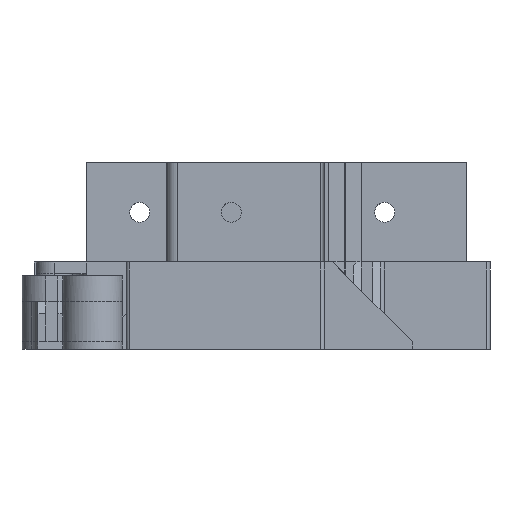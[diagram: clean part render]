
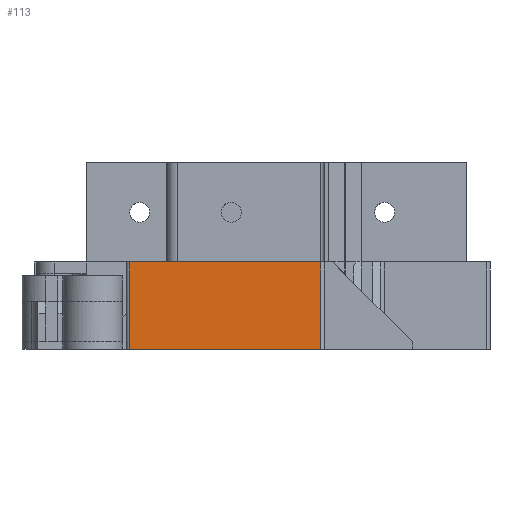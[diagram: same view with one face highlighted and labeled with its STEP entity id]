
A CAD part, left-side view. The second image highlights one B-rep face of the part: STEP entity #113.
In plain terms, the highlighted free-form (B-spline) face has degree [1, 2] with [2, 3] control points.
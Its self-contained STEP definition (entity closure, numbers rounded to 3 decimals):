
#113=ADVANCED_FACE('',(#439),#10359,.T.);
#439=FACE_OUTER_BOUND('',#765,.T.);
#765=EDGE_LOOP('',(#1129,#1130,#1131,#1132));
#1129=ORIENTED_EDGE('',*,*,#8263,.F.);
#1130=ORIENTED_EDGE('',*,*,#8265,.T.);
#1131=ORIENTED_EDGE('',*,*,#8266,.T.);
#1132=ORIENTED_EDGE('',*,*,#8267,.T.);
#2691=PCURVE('',#10358,#4255);
#2693=PCURVE('',#10359,#4257);
#2694=PCURVE('',#10359,#4258);
#2695=PCURVE('',#10359,#4259);
#2696=PCURVE('',#10359,#4260);
#2697=PCURVE('',#10360,#4261);
#2718=PCURVE('',#10209,#4282);
#2927=PCURVE('',#10221,#4491);
#4255=DEFINITIONAL_REPRESENTATION('',(#5819),#20101);
#4257=DEFINITIONAL_REPRESENTATION('',(#5821),#20101);
#4258=DEFINITIONAL_REPRESENTATION('',(#5822),#20101);
#4259=DEFINITIONAL_REPRESENTATION('',(#5823),#20101);
#4260=DEFINITIONAL_REPRESENTATION('',(#5824),#20101);
#4261=DEFINITIONAL_REPRESENTATION('',(#5825),#20101);
#4282=DEFINITIONAL_REPRESENTATION('',(#9065),#20101);
#4491=DEFINITIONAL_REPRESENTATION('',(#9171),#20101);
#5819=B_SPLINE_CURVE_WITH_KNOTS('',1,(#11011,#11012),.UNSPECIFIED.,.F.,
 .F.,(2,2),(-22.,0.),.UNSPECIFIED.);
#5821=B_SPLINE_CURVE_WITH_KNOTS('',1,(#11018,#11019),.UNSPECIFIED.,.F.,
 .F.,(2,2),(-22.,0.),.UNSPECIFIED.);
#5822=B_SPLINE_CURVE_WITH_KNOTS('',1,(#11023,#11024),.UNSPECIFIED.,.F.,
 .F.,(2,2),(222.854,270.854),.UNSPECIFIED.);
#5823=B_SPLINE_CURVE_WITH_KNOTS('',1,(#11027,#11028),.UNSPECIFIED.,.F.,
 .F.,(2,2),(-22.,0.),.UNSPECIFIED.);
#5824=B_SPLINE_CURVE_WITH_KNOTS('',1,(#11032,#11033),.UNSPECIFIED.,.F.,
 .F.,(2,2),(-270.854,-222.854),.UNSPECIFIED.);
#5825=B_SPLINE_CURVE_WITH_KNOTS('',1,(#11034,#11035),.UNSPECIFIED.,.F.,
 .F.,(2,2),(-22.,0.),.UNSPECIFIED.);
#7481=SURFACE_CURVE('',#9045,(#2691,#2693),.PCURVE_S1.);
#7483=SURFACE_CURVE('',#9047,(#2694,#2718),.PCURVE_S1.);
#7484=SURFACE_CURVE('',#9048,(#2695,#2697),.PCURVE_S1.);
#7485=SURFACE_CURVE('',#9049,(#2696,#2927),.PCURVE_S1.);
#8263=EDGE_CURVE('',#9732,#9731,#7481,.T.);
#8265=EDGE_CURVE('',#9732,#9734,#7483,.T.);
#8266=EDGE_CURVE('',#9734,#9733,#7484,.T.);
#8267=EDGE_CURVE('',#9733,#9731,#7485,.T.);
#9045=(
BOUNDED_CURVE()
B_SPLINE_CURVE(1,(#11009,#11010),.UNSPECIFIED.,.F.,.F.)
B_SPLINE_CURVE_WITH_KNOTS((2,2),(-22.,0.),.UNSPECIFIED.)
CURVE()
GEOMETRIC_REPRESENTATION_ITEM()
RATIONAL_B_SPLINE_CURVE((1.,1.))
REPRESENTATION_ITEM('')
);
#9047=(
BOUNDED_CURVE()
B_SPLINE_CURVE(2,(#11020,#11021,#11022),.UNSPECIFIED.,.F.,.F.)
B_SPLINE_CURVE_WITH_KNOTS((3,3),(222.854,270.854),
 .UNSPECIFIED.)
CURVE()
GEOMETRIC_REPRESENTATION_ITEM()
RATIONAL_B_SPLINE_CURVE((1.,1.,1.))
REPRESENTATION_ITEM('')
);
#9048=(
BOUNDED_CURVE()
B_SPLINE_CURVE(1,(#11025,#11026),.UNSPECIFIED.,.F.,.F.)
B_SPLINE_CURVE_WITH_KNOTS((2,2),(-22.,0.),.UNSPECIFIED.)
CURVE()
GEOMETRIC_REPRESENTATION_ITEM()
RATIONAL_B_SPLINE_CURVE((1.,1.))
REPRESENTATION_ITEM('')
);
#9049=(
BOUNDED_CURVE()
B_SPLINE_CURVE(2,(#11029,#11030,#11031),.UNSPECIFIED.,.F.,.F.)
B_SPLINE_CURVE_WITH_KNOTS((3,3),(-270.854,-222.854),
 .UNSPECIFIED.)
CURVE()
GEOMETRIC_REPRESENTATION_ITEM()
RATIONAL_B_SPLINE_CURVE((1.,1.,1.))
REPRESENTATION_ITEM('')
);
#9065=(
BOUNDED_CURVE()
B_SPLINE_CURVE(2,(#11147,#11148,#11149),.UNSPECIFIED.,.F.,.F.)
B_SPLINE_CURVE_WITH_KNOTS((3,3),(222.854,270.854),
 .UNSPECIFIED.)
CURVE()
GEOMETRIC_REPRESENTATION_ITEM()
RATIONAL_B_SPLINE_CURVE((1.,1.,1.))
REPRESENTATION_ITEM('')
);
#9171=(
BOUNDED_CURVE()
B_SPLINE_CURVE(2,(#12123,#12124,#12125),.UNSPECIFIED.,.F.,.F.)
B_SPLINE_CURVE_WITH_KNOTS((3,3),(-270.854,-222.854),
 .UNSPECIFIED.)
CURVE()
GEOMETRIC_REPRESENTATION_ITEM()
RATIONAL_B_SPLINE_CURVE((1.,1.,1.))
REPRESENTATION_ITEM('')
);
#9731=VERTEX_POINT('',#10898);
#9732=VERTEX_POINT('',#10899);
#9733=VERTEX_POINT('',#10900);
#9734=VERTEX_POINT('',#10901);
#10209=B_SPLINE_SURFACE_WITH_KNOTS('',1,1,((#10834,#10835),(#10836,#10837)),
 .UNSPECIFIED.,.F.,.F.,.F.,(2,2),(2,2),(-61.875,6.875),(-9.875,58.875),
 .UNSPECIFIED.);
#10221=B_SPLINE_SURFACE_WITH_KNOTS('',1,1,((#10882,#10883),(#10884,#10885)),
 .UNSPECIFIED.,.F.,.F.,.F.,(2,2),(2,2),(-9.875,58.875),(-61.875,6.875),
 .UNSPECIFIED.);
#10358=(
BOUNDED_SURFACE()
B_SPLINE_SURFACE(1,2,((#10552,#10553,#10554),(#10555,#10556,#10557)),
 .UNSPECIFIED.,.F.,.F.,.F.)
B_SPLINE_SURFACE_WITH_KNOTS((2,2),(3,3),(0.,22.),(221.283,222.854),
 .UNSPECIFIED.)
GEOMETRIC_REPRESENTATION_ITEM()
RATIONAL_B_SPLINE_SURFACE(((1.,0.707,1.),(1.,0.707,
1.)))
REPRESENTATION_ITEM('')
SURFACE()
);
#10359=(
BOUNDED_SURFACE()
B_SPLINE_SURFACE(1,2,((#10558,#10559,#10560),(#10561,#10562,#10563)),
 .UNSPECIFIED.,.F.,.F.,.F.)
B_SPLINE_SURFACE_WITH_KNOTS((2,2),(3,3),(0.,22.),(222.854,270.854),
 .UNSPECIFIED.)
GEOMETRIC_REPRESENTATION_ITEM()
RATIONAL_B_SPLINE_SURFACE(((1.,1.,1.),(1.,1.,1.)))
REPRESENTATION_ITEM('')
SURFACE()
);
#10360=(
BOUNDED_SURFACE()
B_SPLINE_SURFACE(1,2,((#10564,#10565,#10566),(#10567,#10568,#10569)),
 .UNSPECIFIED.,.F.,.F.,.F.)
B_SPLINE_SURFACE_WITH_KNOTS((2,2),(3,3),(0.,22.),(270.854,272.425),
 .UNSPECIFIED.)
GEOMETRIC_REPRESENTATION_ITEM()
RATIONAL_B_SPLINE_SURFACE(((1.,0.707,1.),(1.,0.707,
1.)))
REPRESENTATION_ITEM('')
SURFACE()
);
#10552=CARTESIAN_POINT('',(-990.,-848.211,0.));
#10553=CARTESIAN_POINT('',(-991.,-848.211,0.));
#10554=CARTESIAN_POINT('',(-991.,-847.211,0.));
#10555=CARTESIAN_POINT('',(-990.,-848.211,22.));
#10556=CARTESIAN_POINT('',(-991.,-848.211,22.));
#10557=CARTESIAN_POINT('',(-991.,-847.211,22.));
#10558=CARTESIAN_POINT('',(-991.,-847.211,0.));
#10559=CARTESIAN_POINT('',(-991.,-823.211,0.));
#10560=CARTESIAN_POINT('',(-991.,-799.211,0.));
#10561=CARTESIAN_POINT('',(-991.,-847.211,22.));
#10562=CARTESIAN_POINT('',(-991.,-823.211,22.));
#10563=CARTESIAN_POINT('',(-991.,-799.211,22.));
#10564=CARTESIAN_POINT('',(-991.,-799.211,0.));
#10565=CARTESIAN_POINT('',(-991.,-798.211,0.));
#10566=CARTESIAN_POINT('',(-990.,-798.211,0.));
#10567=CARTESIAN_POINT('',(-991.,-799.211,22.));
#10568=CARTESIAN_POINT('',(-991.,-798.211,22.));
#10569=CARTESIAN_POINT('',(-990.,-798.211,22.));
#10834=CARTESIAN_POINT('',(-997.875,-860.086,22.));
#10835=CARTESIAN_POINT('',(-997.875,-791.336,22.));
#10836=CARTESIAN_POINT('',(-929.125,-860.086,22.));
#10837=CARTESIAN_POINT('',(-929.125,-791.336,22.));
#10882=CARTESIAN_POINT('',(-997.875,-860.086,0.));
#10883=CARTESIAN_POINT('',(-929.125,-860.086,0.));
#10884=CARTESIAN_POINT('',(-997.875,-791.336,0.));
#10885=CARTESIAN_POINT('',(-929.125,-791.336,0.));
#10898=CARTESIAN_POINT('',(-991.,-847.211,0.));
#10899=CARTESIAN_POINT('',(-991.,-847.211,22.));
#10900=CARTESIAN_POINT('',(-991.,-799.211,0.));
#10901=CARTESIAN_POINT('',(-991.,-799.211,22.));
#11009=CARTESIAN_POINT('',(-991.,-847.211,22.));
#11010=CARTESIAN_POINT('',(-991.,-847.211,0.));
#11011=CARTESIAN_POINT('',(22.,222.854));
#11012=CARTESIAN_POINT('',(0.,222.854));
#11018=CARTESIAN_POINT('',(22.,222.854));
#11019=CARTESIAN_POINT('',(0.,222.854));
#11020=CARTESIAN_POINT('',(-991.,-847.211,22.));
#11021=CARTESIAN_POINT('',(-991.,-823.211,22.));
#11022=CARTESIAN_POINT('',(-991.,-799.211,22.));
#11023=CARTESIAN_POINT('',(22.,222.854));
#11024=CARTESIAN_POINT('',(22.,270.854));
#11025=CARTESIAN_POINT('',(-991.,-799.211,22.));
#11026=CARTESIAN_POINT('',(-991.,-799.211,0.));
#11027=CARTESIAN_POINT('',(22.,270.854));
#11028=CARTESIAN_POINT('',(0.,270.854));
#11029=CARTESIAN_POINT('',(-991.,-799.211,0.));
#11030=CARTESIAN_POINT('',(-991.,-823.211,0.));
#11031=CARTESIAN_POINT('',(-991.,-847.211,0.));
#11032=CARTESIAN_POINT('',(0.,270.854));
#11033=CARTESIAN_POINT('',(0.,222.854));
#11034=CARTESIAN_POINT('',(22.,270.854));
#11035=CARTESIAN_POINT('',(0.,270.854));
#11147=CARTESIAN_POINT('',(-55.,3.));
#11148=CARTESIAN_POINT('',(-55.,27.));
#11149=CARTESIAN_POINT('',(-55.,51.));
#12123=CARTESIAN_POINT('',(51.,-55.));
#12124=CARTESIAN_POINT('',(27.,-55.));
#12125=CARTESIAN_POINT('',(3.,-55.));
#20101=(
GEOMETRIC_REPRESENTATION_CONTEXT(2)
PARAMETRIC_REPRESENTATION_CONTEXT()
REPRESENTATION_CONTEXT('pspace','')
);
